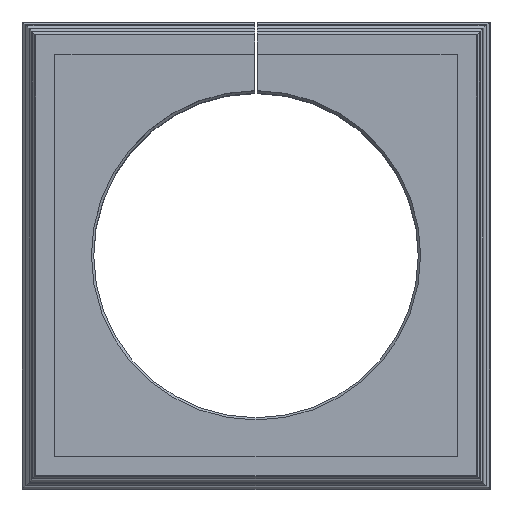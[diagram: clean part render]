
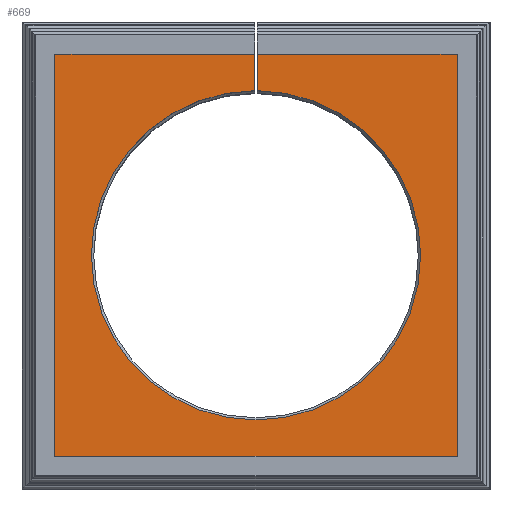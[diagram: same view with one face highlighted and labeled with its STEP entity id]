
A CAD part, top view. The second image highlights one B-rep face of the part: STEP entity #669.
In plain terms, the highlighted planar face has unit normal (0, 0, 1).
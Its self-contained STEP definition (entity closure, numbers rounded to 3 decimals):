
#101=FACE_OUTER_BOUND('',#932,.T.);
#205=LINE('',#3250,#422);
#305=LINE('',#3451,#522);
#306=LINE('',#3454,#523);
#307=LINE('',#3456,#524);
#308=LINE('',#3458,#525);
#309=LINE('',#3460,#526);
#310=LINE('',#3461,#527);
#422=VECTOR('',#2507,1.);
#522=VECTOR('',#2691,1.);
#523=VECTOR('',#2692,1.);
#524=VECTOR('',#2693,1.);
#525=VECTOR('',#2694,1.);
#526=VECTOR('',#2695,1.);
#527=VECTOR('',#2696,1.);
#669=ADVANCED_FACE('',(#101),#792,.T.);
#792=PLANE('',#2374);
#848=CIRCLE('',#2373,7.);
#932=EDGE_LOOP('',(#1274,#1275,#1276,#1277,#1278,#1279,#1280,#1281));
#1274=ORIENTED_EDGE('',*,*,#2049,.F.);
#1275=ORIENTED_EDGE('',*,*,#2050,.T.);
#1276=ORIENTED_EDGE('',*,*,#2051,.T.);
#1277=ORIENTED_EDGE('',*,*,#2052,.T.);
#1278=ORIENTED_EDGE('',*,*,#2053,.T.);
#1279=ORIENTED_EDGE('',*,*,#1947,.T.);
#1280=ORIENTED_EDGE('',*,*,#2054,.F.);
#1281=ORIENTED_EDGE('',*,*,#2055,.F.);
#1729=VERTEX_POINT('',#3248);
#1731=VERTEX_POINT('',#3251);
#1790=VERTEX_POINT('',#3452);
#1791=VERTEX_POINT('',#3453);
#1792=VERTEX_POINT('',#3455);
#1793=VERTEX_POINT('',#3457);
#1794=VERTEX_POINT('',#3459);
#1795=VERTEX_POINT('',#3462);
#1947=EDGE_CURVE('',#1731,#1729,#205,.T.);
#2049=EDGE_CURVE('',#1790,#1791,#305,.T.);
#2050=EDGE_CURVE('',#1790,#1792,#306,.T.);
#2051=EDGE_CURVE('',#1792,#1793,#307,.T.);
#2052=EDGE_CURVE('',#1793,#1794,#308,.T.);
#2053=EDGE_CURVE('',#1794,#1731,#309,.T.);
#2054=EDGE_CURVE('',#1795,#1729,#310,.T.);
#2055=EDGE_CURVE('',#1791,#1795,#848,.T.);
#2373=AXIS2_PLACEMENT_3D('',#3463,#2697,#2698);
#2374=AXIS2_PLACEMENT_3D('',#3464,#2699,#2700);
#2507=DIRECTION('',(-1.,0.,0.));
#2691=DIRECTION('',(0.,-1.,0.));
#2692=DIRECTION('',(-1.,0.,0.));
#2693=DIRECTION('',(0.,-1.,0.));
#2694=DIRECTION('',(1.,0.,0.));
#2695=DIRECTION('',(0.,1.,0.));
#2696=DIRECTION('',(0.,1.,0.));
#2697=DIRECTION('',(0.,0.,1.));
#2698=DIRECTION('',(1.,0.,0.));
#2699=DIRECTION('',(0.,0.,1.));
#2700=DIRECTION('',(-1.,0.,0.));
#3248=CARTESIAN_POINT('',(0.05,8.55,17.7));
#3250=CARTESIAN_POINT('',(8.55,8.55,17.7));
#3251=CARTESIAN_POINT('',(8.55,8.55,17.7));
#3451=CARTESIAN_POINT('',(-0.05,0.,17.7));
#3452=CARTESIAN_POINT('',(-0.05,8.55,17.7));
#3453=CARTESIAN_POINT('',(-0.05,7.,17.7));
#3454=CARTESIAN_POINT('',(8.55,8.55,17.7));
#3455=CARTESIAN_POINT('',(-8.55,8.55,17.7));
#3456=CARTESIAN_POINT('',(-8.55,8.55,17.7));
#3457=CARTESIAN_POINT('',(-8.55,-8.55,17.7));
#3458=CARTESIAN_POINT('',(-8.55,-8.55,17.7));
#3459=CARTESIAN_POINT('',(8.55,-8.55,17.7));
#3460=CARTESIAN_POINT('',(8.55,-8.55,17.7));
#3461=CARTESIAN_POINT('',(0.05,0.,17.7));
#3462=CARTESIAN_POINT('',(0.05,7.,17.7));
#3463=CARTESIAN_POINT('',(0.,0.,17.7));
#3464=CARTESIAN_POINT('',(0.,0.,17.7));
